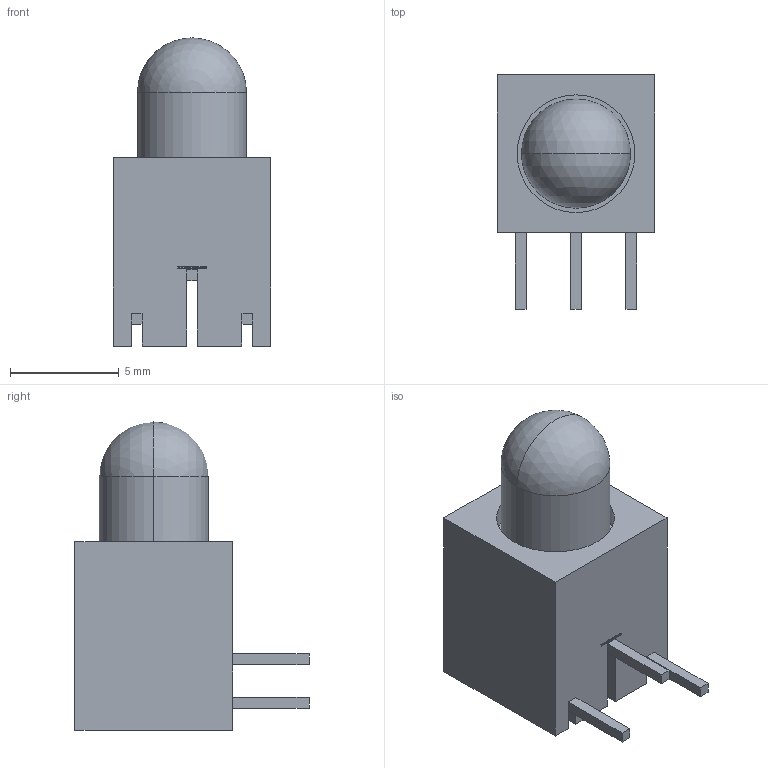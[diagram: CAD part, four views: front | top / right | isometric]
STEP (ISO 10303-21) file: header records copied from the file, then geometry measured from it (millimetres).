
FILE_DESCRIPTION (( 'STEP AP214' ), '1' );
FILE_NAME ('XVM1Lxx59.STEP', '2015-09-10T17:09:54', ( '' ), ( '' ), 'SwSTEP 2.0', 'SolidWorks 2012', '' );
FILE_SCHEMA (( 'AUTOMOTIVE_DESIGN' ));
Length unit declared in the file: millimetre
Products named in the file (1): XVM1Lxx59
Bounding box: 7.24 x 10.74 x 14.14 mm (x, y, z)
Volume: 523.1 mm3; surface area: 554.8 mm2
Topology: 3 solids, 3 shells, 238 faces, 640 edges, 425 vertices
Faces by surface type: plane 155, bspline 77, cylinder 4, sphere 2
Entity records: 13082 total; most frequent: CARTESIAN_POINT 4983, ORIENTED_EDGE 1272, DIRECTION 816, EDGE_CURVE 636, VECTOR 472, LINE 472, VERTEX_POINT 423, EDGE_LOOP 257
